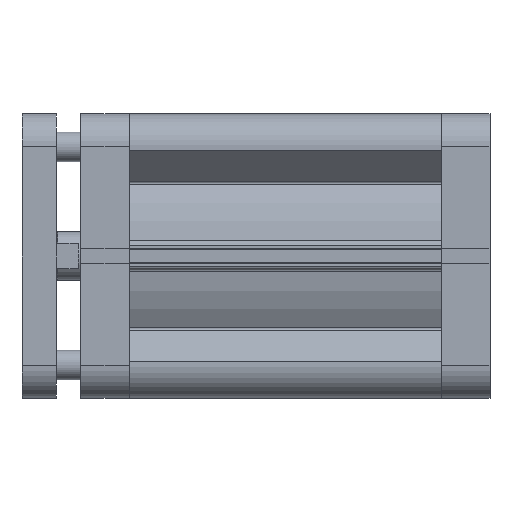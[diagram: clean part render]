
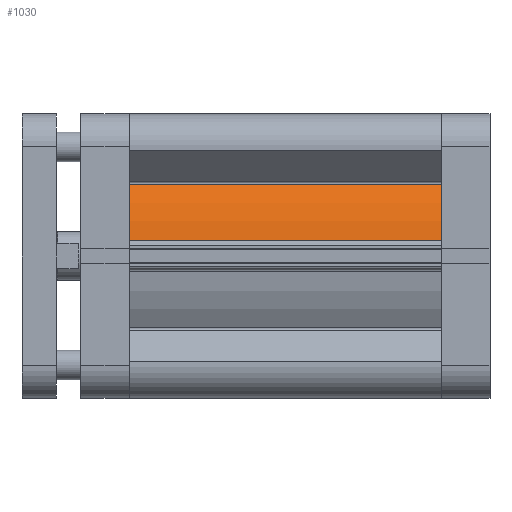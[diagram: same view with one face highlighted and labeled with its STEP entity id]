
A CAD part, front view. The second image highlights one B-rep face of the part: STEP entity #1030.
In plain terms, the highlighted cylindrical face has radius 53.5 mm (diameter 107 mm), a partial arc.
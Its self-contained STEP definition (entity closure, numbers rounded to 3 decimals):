
#11 = CARTESIAN_POINT ( 'NONE',  ( 28.996, -44.961, 0. ) ) ;
#68 = VERTEX_POINT ( 'NONE', #11 ) ;
#228 = EDGE_LOOP ( 'NONE', ( #6370, #6369, #6368, #6367 ) ) ;
#1030 = ADVANCED_FACE ( 'NONE', ( #6645 ), #6648, .T. ) ;
#2265 = CARTESIAN_POINT ( 'NONE',  ( 0., 0., 127.5 ) ) ;
#2274 = DIRECTION ( 'NONE',  ( 0., 0., 1. ) ) ;
#2275 = DIRECTION ( 'NONE',  ( 1., 0., 0. ) ) ;
#2290 = CARTESIAN_POINT ( 'NONE',  ( 28.996, -44.961, 127.5 ) ) ;
#2298 = DIRECTION ( 'NONE',  ( 0., 0., 1. ) ) ;
#2299 = CARTESIAN_POINT ( 'NONE',  ( 0., 0., 0. ) ) ;
#2301 = DIRECTION ( 'NONE',  ( 0., 0., 1. ) ) ;
#2302 = DIRECTION ( 'NONE',  ( 1., 0., 0. ) ) ;
#2303 = CARTESIAN_POINT ( 'NONE',  ( 6.135, -53.147, 127.5 ) ) ;
#2304 = DIRECTION ( 'NONE',  ( 0., 0., -1. ) ) ;
#2939 = CIRCLE ( 'NONE', #8890, 53.5 ) ;
#2942 = VECTOR ( 'NONE', #2298, 1000. ) ;
#2947 = LINE ( 'NONE', #2303, #2949 ) ;
#2949 = VECTOR ( 'NONE', #2304, 1000. ) ;
#2950 = LINE ( 'NONE', #2290, #2942 ) ;
#2955 = CIRCLE ( 'NONE', #8891, 53.5 ) ;
#3371 = VERTEX_POINT ( 'NONE', #10348 ) ;
#3388 = VERTEX_POINT ( 'NONE', #10365 ) ;
#3423 = VERTEX_POINT ( 'NONE', #10400 ) ;
#5515 = EDGE_CURVE ( 'NONE', #3388, #3423, #2939, .T. ) ;
#5524 = EDGE_CURVE ( 'NONE', #68, #3423, #2950, .T. ) ;
#5525 = EDGE_CURVE ( 'NONE', #3371, #68, #2955, .T. ) ;
#5526 = EDGE_CURVE ( 'NONE', #3388, #3371, #2947, .T. ) ;
#6367 = ORIENTED_EDGE ( 'NONE', *, *, #5526, .T. ) ;
#6368 = ORIENTED_EDGE ( 'NONE', *, *, #5515, .F. ) ;
#6369 = ORIENTED_EDGE ( 'NONE', *, *, #5524, .T. ) ;
#6370 = ORIENTED_EDGE ( 'NONE', *, *, #5525, .T. ) ;
#6645 = FACE_OUTER_BOUND ( 'NONE', #228, .T. ) ;
#6648 = CYLINDRICAL_SURFACE ( 'NONE', #8368, 53.5 ) ;
#7306 = DIRECTION ( 'NONE',  ( -1., 0., 0. ) ) ;
#7307 = DIRECTION ( 'NONE',  ( 0., 0., -1. ) ) ;
#7308 = CARTESIAN_POINT ( 'NONE',  ( 0., 0., 127.5 ) ) ;
#8368 = AXIS2_PLACEMENT_3D ( 'NONE', #7308, #7307, #7306 ) ;
#8890 = AXIS2_PLACEMENT_3D ( 'NONE', #2265, #2274, #2275 ) ;
#8891 = AXIS2_PLACEMENT_3D ( 'NONE', #2299, #2301, #2302 ) ;
#10348 = CARTESIAN_POINT ( 'NONE',  ( 6.135, -53.147, 0. ) ) ;
#10365 = CARTESIAN_POINT ( 'NONE',  ( 6.135, -53.147, 127.5 ) ) ;
#10400 = CARTESIAN_POINT ( 'NONE',  ( 28.996, -44.961, 127.5 ) ) ;
